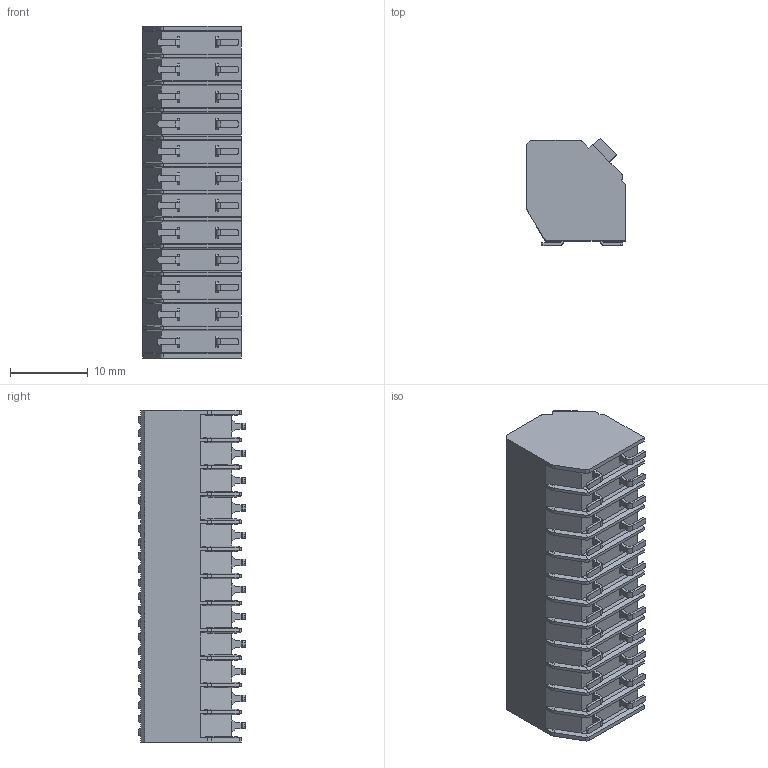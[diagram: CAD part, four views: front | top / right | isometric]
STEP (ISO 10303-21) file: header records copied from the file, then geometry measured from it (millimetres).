
FILE_DESCRIPTION((''),'2;1');
FILE_NAME('TLM-004AS-3_50-XXP-X','2024-09-12T',('sj'),(''),'PRO/ENGINEER BY PARAMETRIC TECHNOLOGY CORPORATION, 2015240','PRO/ENGINEER BY PARAMETRIC TECHNOLOGY CORPORATION, 2015240','');
FILE_SCHEMA(('CONFIG_CONTROL_DESIGN','SHAPE_APPEARANCE_LAYERS_GROUPS'));
Length unit declared in the file: millimetre
Products named in the file (1): TLM-004AS-3_50-XXP-X
Bounding box: 12.7 x 13.82 x 42.7 mm (x, y, z)
Volume: 5542.3 mm3; surface area: 3852.4 mm2
Topology: 1 solids, 1 shells, 1000 faces, 2814 edges, 1852 vertices
Faces by surface type: plane 792, cylinder 184, cone 24
Entity records: 32200 total; most frequent: CARTESIAN_POINT 6230, ORIENTED_EDGE 5628, DIRECTION 5062, EDGE_CURVE 2814, VECTOR 2278, LINE 2278, VERTEX_POINT 1852, AXIS2_PLACEMENT_3D 1392
